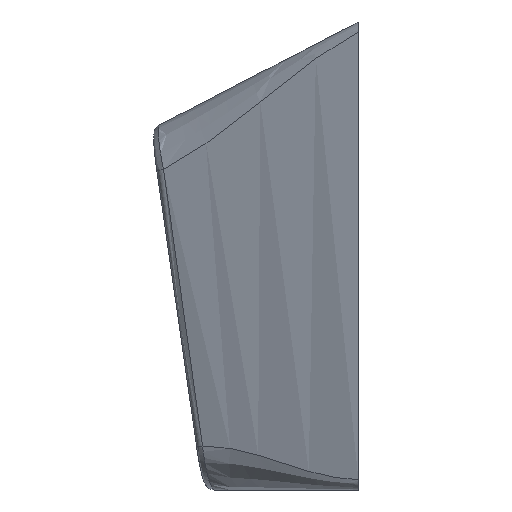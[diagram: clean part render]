
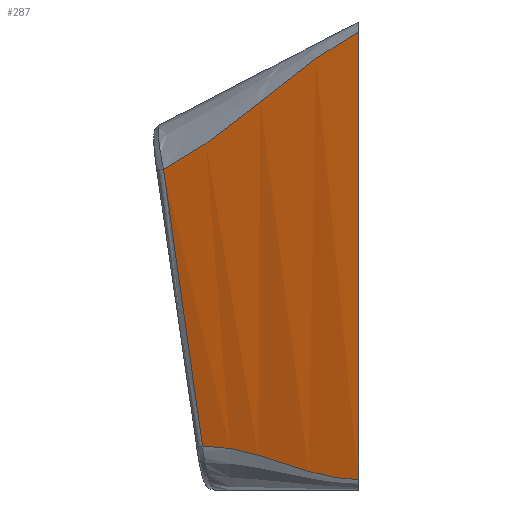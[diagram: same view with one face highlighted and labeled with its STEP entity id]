
A CAD part, left-side view. The second image highlights one B-rep face of the part: STEP entity #287.
In plain terms, the highlighted free-form (B-spline) face has degree [3, 1] with [6, 2] control points.
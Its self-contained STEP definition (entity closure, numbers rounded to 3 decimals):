
#70=VERTEX_POINT('',#71);
#71=CARTESIAN_POINT('',(0.0,0.0,-0.379));
#83=EDGE_CURVE('',#70,#84,#86,.F.);
#84=VERTEX_POINT('',#85);
#85=CARTESIAN_POINT('',(0.0,0.0,-17.6));
#86=LINE('',#87,#88);
#87=CARTESIAN_POINT('',(0.0,0.0,0.0));
#88=VECTOR('',#89,1.0);
#89=DIRECTION('',(0.0,0.0,1.0));
#287=ADVANCED_FACE('',(#288),#395,.F.);
#288=FACE_BOUND('',#289,.T.);
#289=EDGE_LOOP('',(#290,#332,#347,#394));
#290=ORIENTED_EDGE('',*,*,#291,.T.);
#291=EDGE_CURVE('',#70,#292,#294,.T.);
#292=VERTEX_POINT('',#293);
#293=CARTESIAN_POINT('',(2.896,7.492,-5.675));
#294=B_SPLINE_CURVE_WITH_KNOTS('',4,(#295,#296,#297,#298,#299,#300,#301,#302,#303,#304,#305,#306,#307,#308,#309,#310,#311,#312,#313,#314,#315,#316,#317,#318,#319,#320,#321,#322,#323,#324,#325,#326,#327,#328,#329,#330,#331),.UNSPECIFIED.,.F.,.U.,(5,4,4,4,4,4,4,4,4,5),(0.0,0.125,0.25,0.375,0.5,0.625,0.75,0.875,0.938,0.981),.UNSPECIFIED.);
#295=CARTESIAN_POINT('',(0.,0.,-0.379));
#296=CARTESIAN_POINT('',(0.093,0.246,-0.511));
#297=CARTESIAN_POINT('',(0.187,0.496,-0.655));
#298=CARTESIAN_POINT('',(0.283,0.75,-0.811));
#299=CARTESIAN_POINT('',(0.38,1.007,-0.979));
#300=CARTESIAN_POINT('',(0.468,1.239,-1.131));
#301=CARTESIAN_POINT('',(0.559,1.479,-1.295));
#302=CARTESIAN_POINT('',(0.652,1.725,-1.471));
#303=CARTESIAN_POINT('',(0.749,1.978,-1.657));
#304=CARTESIAN_POINT('',(0.831,2.194,-1.817));
#305=CARTESIAN_POINT('',(0.919,2.424,-1.992));
#306=CARTESIAN_POINT('',(1.012,2.668,-2.182));
#307=CARTESIAN_POINT('',(1.112,2.926,-2.387));
#308=CARTESIAN_POINT('',(1.178,3.099,-2.524));
#309=CARTESIAN_POINT('',(1.261,3.314,-2.696));
#310=CARTESIAN_POINT('',(1.36,3.569,-2.902));
#311=CARTESIAN_POINT('',(1.474,3.863,-3.139));
#312=CARTESIAN_POINT('',(1.606,4.202,-3.412));
#313=CARTESIAN_POINT('',(1.711,4.471,-3.627));
#314=CARTESIAN_POINT('',(1.789,4.671,-3.784));
#315=CARTESIAN_POINT('',(1.841,4.803,-3.887));
#316=CARTESIAN_POINT('',(1.946,5.069,-4.094));
#317=CARTESIAN_POINT('',(2.043,5.317,-4.282));
#318=CARTESIAN_POINT('',(2.133,5.546,-4.451));
#319=CARTESIAN_POINT('',(2.216,5.757,-4.6));
#320=CARTESIAN_POINT('',(2.319,6.019,-4.786));
#321=CARTESIAN_POINT('',(2.418,6.269,-4.956));
#322=CARTESIAN_POINT('',(2.512,6.509,-5.111));
#323=CARTESIAN_POINT('',(2.602,6.739,-5.251));
#324=CARTESIAN_POINT('',(2.651,6.865,-5.327));
#325=CARTESIAN_POINT('',(2.701,6.992,-5.401));
#326=CARTESIAN_POINT('',(2.75,7.118,-5.473));
#327=CARTESIAN_POINT('',(2.8,7.245,-5.542));
#328=CARTESIAN_POINT('',(2.8,7.247,-5.543));
#329=CARTESIAN_POINT('',(2.817,7.288,-5.565));
#330=CARTESIAN_POINT('',(2.849,7.37,-5.609));
#331=CARTESIAN_POINT('',(2.896,7.492,-5.674));
#332=ORIENTED_EDGE('',*,*,#333,.T.);
#333=EDGE_CURVE('',#292,#334,#336,.T.);
#334=VERTEX_POINT('',#335);
#335=CARTESIAN_POINT('',(2.882,5.996,-16.306));
#336=B_SPLINE_CURVE_WITH_KNOTS('',3,(#337,#338,#339,#340,#341,#342,#343,#344,#345,#346),.UNSPECIFIED.,.F.,.U.,(4,2,2,2,4),(-4.768,0.,5.969,10.737,15.505),.UNSPECIFIED.);
#337=CARTESIAN_POINT('',(2.902,8.161,-0.954));
#338=CARTESIAN_POINT('',(2.9,7.938,-2.527));
#339=CARTESIAN_POINT('',(2.898,7.715,-4.101));
#340=CARTESIAN_POINT('',(2.894,7.214,-7.644));
#341=CARTESIAN_POINT('',(2.891,6.936,-9.614));
#342=CARTESIAN_POINT('',(2.886,6.437,-13.158));
#343=CARTESIAN_POINT('',(2.884,6.216,-14.732));
#344=CARTESIAN_POINT('',(2.88,5.775,-17.88));
#345=CARTESIAN_POINT('',(2.877,5.556,-19.454));
#346=CARTESIAN_POINT('',(2.875,5.337,-21.028));
#347=ORIENTED_EDGE('',*,*,#348,.T.);
#348=EDGE_CURVE('',#334,#84,#349,.T.);
#349=B_SPLINE_CURVE_WITH_KNOTS('',4,(#350,#351,#352,#353,#354,#355,#356,#357,#358,#359,#360,#361,#362,#363,#364,#365,#366,#367,#368,#369,#370,#371,#372,#373,#374,#375,#376,#377,#378,#379,#380,#381,#382,#383,#384,#385,#386,#387,#388,#389,#390,#391,#392,#393),.UNSPECIFIED.,.F.,.U.,(5,4,4,4,4,4,4,3,4,4,4,5),(0.04,0.063,0.125,0.25,0.375,0.438,0.5,0.507,0.625,0.75,0.875,1.0),.UNSPECIFIED.);
#350=CARTESIAN_POINT('',(2.882,5.996,-16.306));
#351=CARTESIAN_POINT('',(2.865,5.961,-16.306));
#352=CARTESIAN_POINT('',(2.849,5.926,-16.306));
#353=CARTESIAN_POINT('',(2.831,5.889,-16.306));
#354=CARTESIAN_POINT('',(2.813,5.852,-16.307));
#355=CARTESIAN_POINT('',(2.768,5.757,-16.309));
#356=CARTESIAN_POINT('',(2.722,5.66,-16.313));
#357=CARTESIAN_POINT('',(2.676,5.561,-16.32));
#358=CARTESIAN_POINT('',(2.628,5.461,-16.329));
#359=CARTESIAN_POINT('',(2.544,5.282,-16.346));
#360=CARTESIAN_POINT('',(2.455,5.093,-16.371));
#361=CARTESIAN_POINT('',(2.361,4.891,-16.407));
#362=CARTESIAN_POINT('',(2.261,4.679,-16.452));
#363=CARTESIAN_POINT('',(2.184,4.514,-16.488));
#364=CARTESIAN_POINT('',(2.097,4.329,-16.532));
#365=CARTESIAN_POINT('',(2.,4.123,-16.587));
#366=CARTESIAN_POINT('',(1.894,3.898,-16.653));
#367=CARTESIAN_POINT('',(1.858,3.821,-16.675));
#368=CARTESIAN_POINT('',(1.815,3.731,-16.702));
#369=CARTESIAN_POINT('',(1.765,3.626,-16.734));
#370=CARTESIAN_POINT('',(1.709,3.508,-16.772));
#371=CARTESIAN_POINT('',(1.625,3.331,-16.828));
#372=CARTESIAN_POINT('',(1.566,3.207,-16.868));
#373=CARTESIAN_POINT('',(1.532,3.136,-16.891));
#374=CARTESIAN_POINT('',(1.524,3.118,-16.897));
#375=CARTESIAN_POINT('',(1.518,3.105,-16.901));
#376=CARTESIAN_POINT('',(1.512,3.093,-16.905));
#377=CARTESIAN_POINT('',(1.506,3.081,-16.909));
#378=CARTESIAN_POINT('',(1.397,2.853,-16.984));
#379=CARTESIAN_POINT('',(1.304,2.66,-17.047));
#380=CARTESIAN_POINT('',(1.222,2.488,-17.103));
#381=CARTESIAN_POINT('',(1.149,2.338,-17.15));
#382=CARTESIAN_POINT('',(1.047,2.128,-17.217));
#383=CARTESIAN_POINT('',(0.95,1.928,-17.277));
#384=CARTESIAN_POINT('',(0.858,1.738,-17.33));
#385=CARTESIAN_POINT('',(0.77,1.559,-17.376));
#386=CARTESIAN_POINT('',(0.67,1.354,-17.429));
#387=CARTESIAN_POINT('',(0.572,1.156,-17.474));
#388=CARTESIAN_POINT('',(0.478,0.964,-17.511));
#389=CARTESIAN_POINT('',(0.386,0.779,-17.539));
#390=CARTESIAN_POINT('',(0.288,0.581,-17.569));
#391=CARTESIAN_POINT('',(0.191,0.386,-17.589));
#392=CARTESIAN_POINT('',(0.095,0.192,-17.6));
#393=CARTESIAN_POINT('',(0.,0.,-17.6));
#394=ORIENTED_EDGE('',*,*,#83,.F.);
#395=B_SPLINE_SURFACE_WITH_KNOTS('',3,1,((#396,#397),(#398,#399),(#400,#401),(#402,#403),(#404,#405),(#406,#407)),.UNSPECIFIED.,.F.,.F.,.U.,(4,2,4),(2,2),(0.0,0.5,1.0),(0.0,1.0),.UNSPECIFIED.);
#396=CARTESIAN_POINT('',(3.0,8.0,-4.144));
#397=CARTESIAN_POINT('',(3.0,6.0,-18.0));
#398=CARTESIAN_POINT('',(2.5,6.667,-3.453));
#399=CARTESIAN_POINT('',(2.5,5.0,-18.0));
#400=CARTESIAN_POINT('',(2.0,5.333,-2.762));
#401=CARTESIAN_POINT('',(2.0,4.0,-18.0));
#402=CARTESIAN_POINT('',(1.0,2.667,-1.381));
#403=CARTESIAN_POINT('',(1.0,2.0,-18.0));
#404=CARTESIAN_POINT('',(0.5,1.333,-0.691));
#405=CARTESIAN_POINT('',(0.5,1.0,-18.0));
#406=CARTESIAN_POINT('',(0.,0.,0.));
#407=CARTESIAN_POINT('',(0.0,0.0,-18.0));
